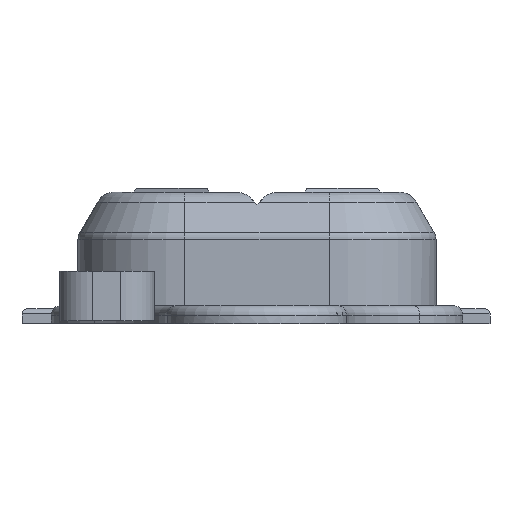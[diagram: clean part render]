
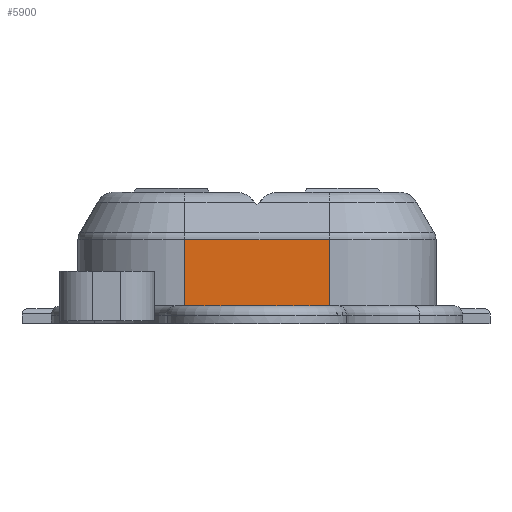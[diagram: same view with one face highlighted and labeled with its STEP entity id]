
A CAD part, front view. The second image highlights one B-rep face of the part: STEP entity #5900.
In plain terms, the highlighted planar face has unit normal (0, -1, 0).
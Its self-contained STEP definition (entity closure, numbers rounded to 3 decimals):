
#353=FACE_OUTER_BOUND('',#680,.T.);
#680=EDGE_LOOP('',(#4636,#4637,#4638,#4639));
#1322=LINE('',#9289,#1971);
#1333=LINE('',#9326,#1982);
#1336=LINE('',#9354,#1985);
#1337=LINE('',#9355,#1986);
#1971=VECTOR('',#7436,10.);
#1982=VECTOR('',#7475,10.);
#1985=VECTOR('',#7482,10.);
#1986=VECTOR('',#7483,10.);
#2609=VERTEX_POINT('',#9286);
#2610=VERTEX_POINT('',#9288);
#2622=VERTEX_POINT('',#9325);
#2626=VERTEX_POINT('',#9353);
#3321=EDGE_CURVE('',#2609,#2610,#1322,.T.);
#3340=EDGE_CURVE('',#2622,#2610,#1333,.T.);
#3345=EDGE_CURVE('',#2626,#2609,#1336,.T.);
#3346=EDGE_CURVE('',#2622,#2626,#1337,.T.);
#4636=ORIENTED_EDGE('',*,*,#3321,.F.);
#4637=ORIENTED_EDGE('',*,*,#3345,.F.);
#4638=ORIENTED_EDGE('',*,*,#3346,.F.);
#4639=ORIENTED_EDGE('',*,*,#3340,.T.);
#5629=PLANE('',#6379);
#5900=ADVANCED_FACE('',(#353),#5629,.T.);
#6379=AXIS2_PLACEMENT_3D('',#9352,#7480,#7481);
#7436=DIRECTION('',(1.,0.,0.));
#7475=DIRECTION('',(0.,0.,1.));
#7480=DIRECTION('center_axis',(0.,-1.,0.));
#7481=DIRECTION('ref_axis',(1.,0.,0.));
#7482=DIRECTION('',(0.,0.,1.));
#7483=DIRECTION('',(-1.,0.,0.));
#9286=CARTESIAN_POINT('',(-7.3,-8.239,7.998));
#9288=CARTESIAN_POINT('',(7.3,-8.239,7.998));
#9289=CARTESIAN_POINT('',(-7.3,-8.239,7.998));
#9325=CARTESIAN_POINT('',(7.3,-8.239,0.));
#9326=CARTESIAN_POINT('',(7.3,-8.239,0.));
#9352=CARTESIAN_POINT('Origin',(-7.3,-8.239,0.));
#9353=CARTESIAN_POINT('',(-7.3,-8.239,0.));
#9354=CARTESIAN_POINT('',(-7.3,-8.239,0.));
#9355=CARTESIAN_POINT('',(3.493,-8.239,0.));
